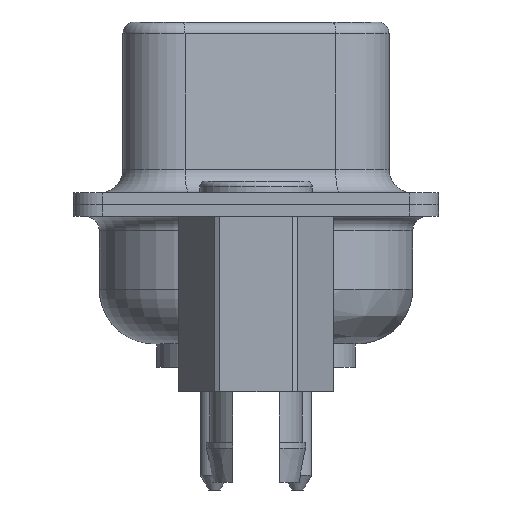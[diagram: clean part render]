
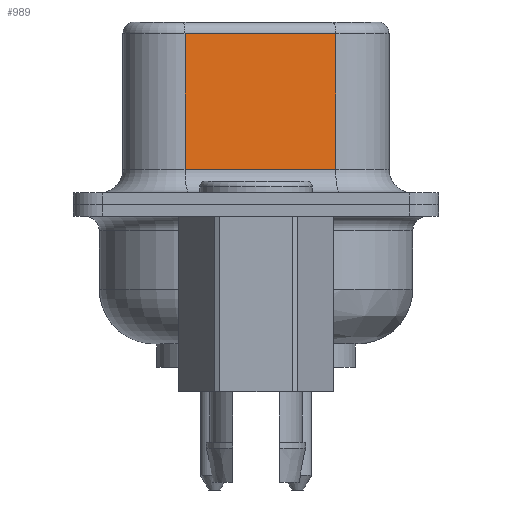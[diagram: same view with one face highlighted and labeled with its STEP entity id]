
A CAD part, left-side view. The second image highlights one B-rep face of the part: STEP entity #989.
In plain terms, the highlighted planar face has unit normal (-0.985, -0.173, 0).
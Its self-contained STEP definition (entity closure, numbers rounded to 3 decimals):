
#701=PLANE('',#8339);
#989=ADVANCED_FACE('',(#1711),#701,.T.);
#1711=FACE_OUTER_BOUND('',#2270,.T.);
#2270=EDGE_LOOP('',(#3781,#3782,#3783,#3784));
#3781=ORIENTED_EDGE('',*,*,#6329,.F.);
#3782=ORIENTED_EDGE('',*,*,#6330,.T.);
#3783=ORIENTED_EDGE('',*,*,#6331,.F.);
#3784=ORIENTED_EDGE('',*,*,#6332,.T.);
#5533=VERTEX_POINT('',#12340);
#5534=VERTEX_POINT('',#12341);
#5535=VERTEX_POINT('',#12343);
#5536=VERTEX_POINT('',#12345);
#6329=EDGE_CURVE('',#5533,#5534,#7217,.T.);
#6330=EDGE_CURVE('',#5533,#5535,#7218,.T.);
#6331=EDGE_CURVE('',#5536,#5535,#7219,.T.);
#6332=EDGE_CURVE('',#5536,#5534,#7220,.T.);
#7217=LINE('',#12339,#7703);
#7218=LINE('',#12342,#7704);
#7219=LINE('',#12344,#7705);
#7220=LINE('',#12346,#7706);
#7703=VECTOR('',#9767,1.);
#7704=VECTOR('',#9768,1.);
#7705=VECTOR('',#9769,1.);
#7706=VECTOR('',#9770,1.);
#8339=AXIS2_PLACEMENT_3D('',#12347,#9771,#9772);
#9767=DIRECTION('',(0.,0.,1.));
#9768=DIRECTION('',(0.173,-0.985,0.));
#9769=DIRECTION('',(0.,0.,-1.));
#9770=DIRECTION('',(-0.173,0.985,0.));
#9771=DIRECTION('',(-0.985,-0.173,0.));
#9772=DIRECTION('',(-0.173,0.985,0.));
#12339=CARTESIAN_POINT('',(-19.851,2.427,-2.));
#12340=CARTESIAN_POINT('',(-19.851,2.427,-7.2));
#12341=CARTESIAN_POINT('',(-19.851,2.427,-2.559));
#12342=CARTESIAN_POINT('',(-18.943,-2.724,-7.2));
#12343=CARTESIAN_POINT('',(-18.943,-2.724,-7.2));
#12344=CARTESIAN_POINT('',(-18.943,-2.724,-2.));
#12345=CARTESIAN_POINT('',(-18.943,-2.724,-2.559));
#12346=CARTESIAN_POINT('',(-20.224,4.55,-2.559));
#12347=CARTESIAN_POINT('',(-20.224,4.55,-2.));
